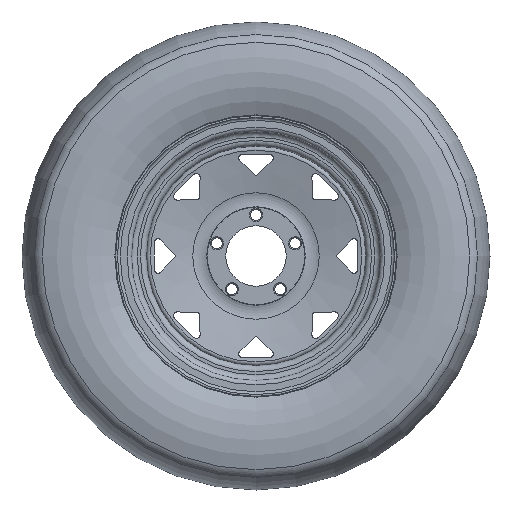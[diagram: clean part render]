
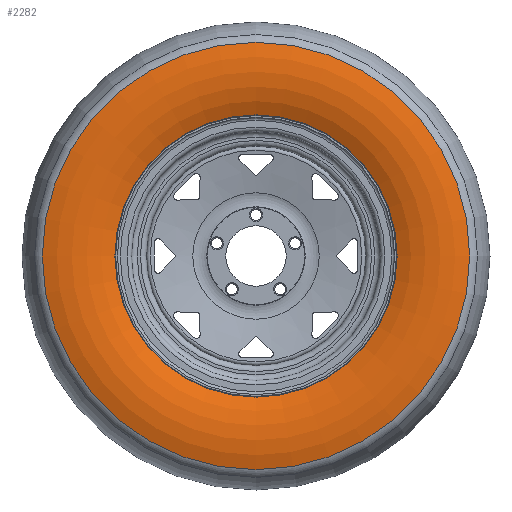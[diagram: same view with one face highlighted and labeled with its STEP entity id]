
A CAD part, left-side view. The second image highlights one B-rep face of the part: STEP entity #2282.
In plain terms, the highlighted toroidal (fillet/blend) face has major radius 255.624 mm and minor radius 126 mm.
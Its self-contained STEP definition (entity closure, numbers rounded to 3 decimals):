
#467=FACE_OUTER_BOUND('',#605,.T.);
#605=EDGE_LOOP('',(#1601,#1602,#1603,#1604,#1605));
#807=CIRCLE('',#2472,296.807);
#809=CIRCLE('',#2475,196.);
#810=CIRCLE('',#2476,126.);
#811=CIRCLE('',#2477,196.);
#967=VERTEX_POINT('',#3513);
#968=VERTEX_POINT('',#3517);
#969=VERTEX_POINT('',#3518);
#1213=EDGE_CURVE('',#967,#967,#807,.T.);
#1215=EDGE_CURVE('',#968,#969,#809,.T.);
#1216=EDGE_CURVE('',#968,#967,#810,.T.);
#1217=EDGE_CURVE('',#969,#968,#811,.T.);
#1601=ORIENTED_EDGE('',*,*,#1215,.F.);
#1602=ORIENTED_EDGE('',*,*,#1216,.T.);
#1603=ORIENTED_EDGE('',*,*,#1213,.T.);
#1604=ORIENTED_EDGE('',*,*,#1216,.F.);
#1605=ORIENTED_EDGE('',*,*,#1217,.F.);
#2242=TOROIDAL_SURFACE('',#2474,255.624,126.);
#2282=ADVANCED_FACE('',(#467),#2242,.T.);
#2472=AXIS2_PLACEMENT_3D('',#3514,#2835,#2836);
#2474=AXIS2_PLACEMENT_3D('',#3516,#2839,#2840);
#2475=AXIS2_PLACEMENT_3D('',#3519,#2841,#2842);
#2476=AXIS2_PLACEMENT_3D('',#3520,#2843,#2844);
#2477=AXIS2_PLACEMENT_3D('',#3521,#2845,#2846);
#2835=DIRECTION('center_axis',(-1.,0.,0.));
#2836=DIRECTION('ref_axis',(0.,-1.,0.));
#2839=DIRECTION('center_axis',(-1.,0.,0.));
#2840=DIRECTION('ref_axis',(0.,0.,1.));
#2841=DIRECTION('center_axis',(-1.,0.,0.));
#2842=DIRECTION('ref_axis',(0.,-1.,0.));
#2843=DIRECTION('center_axis',(0.,-1.,0.));
#2844=DIRECTION('ref_axis',(0.,0.,-1.));
#2845=DIRECTION('center_axis',(-1.,0.,0.));
#2846=DIRECTION('ref_axis',(0.,-1.,0.));
#3513=CARTESIAN_POINT('',(-88.08,0.,-296.807));
#3514=CARTESIAN_POINT('Origin',(-88.08,0.,
0.));
#3516=CARTESIAN_POINT('Origin',(31.,0.,0.));
#3517=CARTESIAN_POINT('',(-80.,0.,-196.));
#3518=CARTESIAN_POINT('',(-80.,196.,0.));
#3519=CARTESIAN_POINT('Origin',(-80.,0.,
0.));
#3520=CARTESIAN_POINT('Origin',(31.,0.,-255.624));
#3521=CARTESIAN_POINT('Origin',(-80.,0.,
0.));
